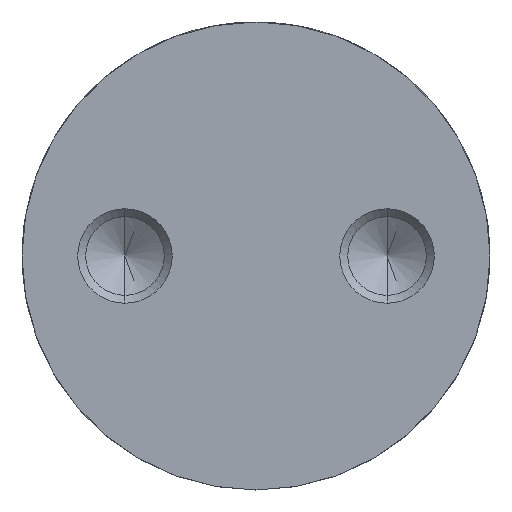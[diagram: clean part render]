
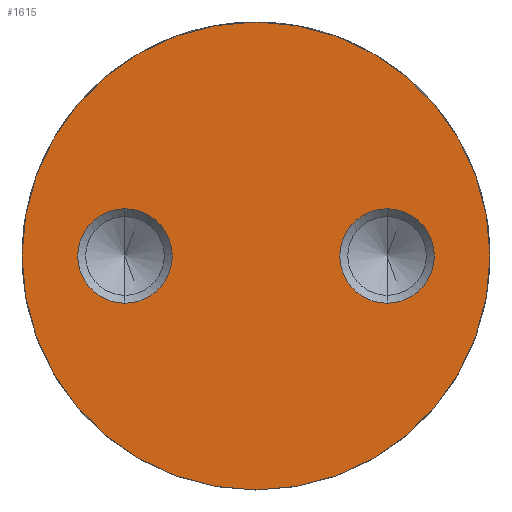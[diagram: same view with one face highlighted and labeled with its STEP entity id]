
A CAD part, left-side view. The second image highlights one B-rep face of the part: STEP entity #1615.
In plain terms, the highlighted planar face has unit normal (-1, 0, 0).
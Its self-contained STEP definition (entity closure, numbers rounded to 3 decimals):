
#1 = ORIENTED_EDGE ( 'NONE', *, *, #1476, .F. ) ;
#10 = ORIENTED_EDGE ( 'NONE', *, *, #502, .F. ) ;
#23 = ORIENTED_EDGE ( 'NONE', *, *, #961, .F. ) ;
#124 = DIRECTION ( 'NONE',  ( 1., 0., 0. ) ) ;
#153 = DIRECTION ( 'NONE',  ( 0., 0., 1. ) ) ;
#203 = CARTESIAN_POINT ( 'NONE',  ( -45.2, 7., 0. ) ) ;
#243 = EDGE_CURVE ( 'NONE', #402, #1247, #659, .T. ) ;
#267 = CARTESIAN_POINT ( 'NONE',  ( -45.2, 0., 0. ) ) ;
#296 = AXIS2_PLACEMENT_3D ( 'NONE', #1804, #800, #964 ) ;
#299 = DIRECTION ( 'NONE',  ( -1., 0., 0. ) ) ;
#310 = FACE_OUTER_BOUND ( 'NONE', #1061, .T. ) ;
#311 = CIRCLE ( 'NONE', #344, 2.525 ) ;
#324 = ORIENTED_EDGE ( 'NONE', *, *, #463, .F. ) ;
#335 = DIRECTION ( 'NONE',  ( -1., 0., 0. ) ) ;
#344 = AXIS2_PLACEMENT_3D ( 'NONE', #1333, #1610, #770 ) ;
#402 = VERTEX_POINT ( 'NONE', #1213 ) ;
#441 = FACE_BOUND ( 'NONE', #918, .T. ) ;
#463 = EDGE_CURVE ( 'NONE', #1824, #1404, #519, .T. ) ;
#500 = CARTESIAN_POINT ( 'NONE',  ( -45.2, 7., 2.525 ) ) ;
#502 = EDGE_CURVE ( 'NONE', #709, #1043, #311, .T. ) ;
#519 = CIRCLE ( 'NONE', #766, 2.525 ) ;
#659 = CIRCLE ( 'NONE', #1554, 12.5 ) ;
#694 = PLANE ( 'NONE',  #742 ) ;
#709 = VERTEX_POINT ( 'NONE', #1423 ) ;
#742 = AXIS2_PLACEMENT_3D ( 'NONE', #1702, #996, #153 ) ;
#766 = AXIS2_PLACEMENT_3D ( 'NONE', #865, #299, #1014 ) ;
#770 = DIRECTION ( 'NONE',  ( 0., 0., 1. ) ) ;
#785 = FACE_BOUND ( 'NONE', #1461, .T. ) ;
#800 = DIRECTION ( 'NONE',  ( -1., 0., 0. ) ) ;
#840 = CIRCLE ( 'NONE', #1049, 2.525 ) ;
#861 = DIRECTION ( 'NONE',  ( 1., 0., 0. ) ) ;
#865 = CARTESIAN_POINT ( 'NONE',  ( -45.2, 7., 0. ) ) ;
#918 = EDGE_LOOP ( 'NONE', ( #1486, #10 ) ) ;
#961 = EDGE_CURVE ( 'NONE', #1247, #402, #1392, .T. ) ;
#964 = DIRECTION ( 'NONE',  ( 0., 0., 1. ) ) ;
#996 = DIRECTION ( 'NONE',  ( -1., 0., 0. ) ) ;
#1014 = DIRECTION ( 'NONE',  ( 0., 0., 1. ) ) ;
#1043 = VERTEX_POINT ( 'NONE', #1522 ) ;
#1049 = AXIS2_PLACEMENT_3D ( 'NONE', #203, #335, #1211 ) ;
#1056 = EDGE_CURVE ( 'NONE', #1043, #709, #1196, .T. ) ;
#1061 = EDGE_LOOP ( 'NONE', ( #1620, #23 ) ) ;
#1062 = CARTESIAN_POINT ( 'NONE',  ( -45.2, 0., 12.5 ) ) ;
#1181 = DIRECTION ( 'NONE',  ( 0., 0., -1. ) ) ;
#1196 = CIRCLE ( 'NONE', #296, 2.525 ) ;
#1211 = DIRECTION ( 'NONE',  ( 0., 0., 1. ) ) ;
#1213 = CARTESIAN_POINT ( 'NONE',  ( -45.2, 0., -12.5 ) ) ;
#1247 = VERTEX_POINT ( 'NONE', #1062 ) ;
#1319 = CARTESIAN_POINT ( 'NONE',  ( -45.2, 7., -2.525 ) ) ;
#1333 = CARTESIAN_POINT ( 'NONE',  ( -45.2, -7., 0. ) ) ;
#1352 = AXIS2_PLACEMENT_3D ( 'NONE', #267, #124, #1538 ) ;
#1392 = CIRCLE ( 'NONE', #1352, 12.5 ) ;
#1404 = VERTEX_POINT ( 'NONE', #1319 ) ;
#1423 = CARTESIAN_POINT ( 'NONE',  ( -45.2, -7., -2.525 ) ) ;
#1461 = EDGE_LOOP ( 'NONE', ( #324, #1 ) ) ;
#1464 = CARTESIAN_POINT ( 'NONE',  ( -45.2, 0., 0. ) ) ;
#1476 = EDGE_CURVE ( 'NONE', #1404, #1824, #840, .T. ) ;
#1486 = ORIENTED_EDGE ( 'NONE', *, *, #1056, .F. ) ;
#1522 = CARTESIAN_POINT ( 'NONE',  ( -45.2, -7., 2.525 ) ) ;
#1538 = DIRECTION ( 'NONE',  ( 0., 0., -1. ) ) ;
#1554 = AXIS2_PLACEMENT_3D ( 'NONE', #1464, #861, #1181 ) ;
#1610 = DIRECTION ( 'NONE',  ( -1., 0., 0. ) ) ;
#1615 = ADVANCED_FACE ( 'NONE', ( #785, #441, #310 ), #694, .T. ) ;
#1620 = ORIENTED_EDGE ( 'NONE', *, *, #243, .F. ) ;
#1702 = CARTESIAN_POINT ( 'NONE',  ( -45.2, 12.5, 0. ) ) ;
#1804 = CARTESIAN_POINT ( 'NONE',  ( -45.2, -7., 0. ) ) ;
#1824 = VERTEX_POINT ( 'NONE', #500 ) ;
